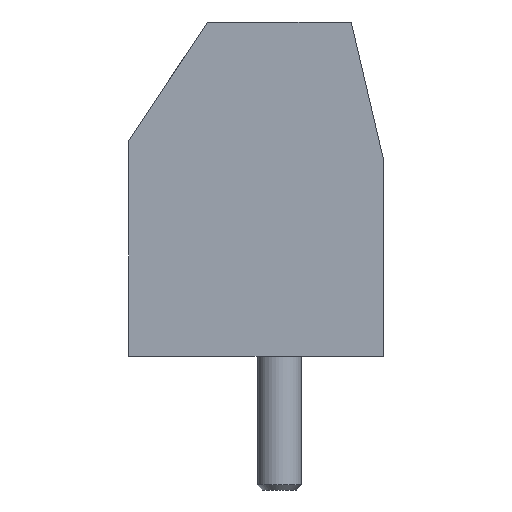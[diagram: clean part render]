
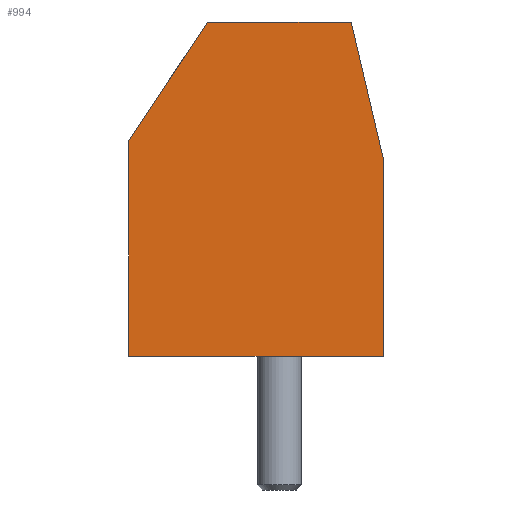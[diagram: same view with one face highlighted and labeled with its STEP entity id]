
A CAD part, left-side view. The second image highlights one B-rep face of the part: STEP entity #994.
In plain terms, the highlighted planar face has unit normal (-1, 0, 0).
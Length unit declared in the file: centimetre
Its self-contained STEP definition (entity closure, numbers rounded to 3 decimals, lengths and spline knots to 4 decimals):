
#123=VECTOR('',#1480,1.);
#179=VECTOR('',#1626,1.);
#181=VECTOR('',#1629,1.);
#184=VECTOR('',#1637,1.);
#185=VECTOR('',#1638,1.);
#186=VECTOR('',#1639,1.);
#197=LINE('',#1119,#123);
#253=LINE('',#1408,#179);
#255=LINE('',#1412,#181);
#258=LINE('',#1422,#184);
#259=LINE('',#1423,#185);
#260=LINE('',#1425,#186);
#297=PLANE('',#1083);
#330=VERTEX_POINT('',#1120);
#331=VERTEX_POINT('',#1121);
#392=VERTEX_POINT('',#1407);
#393=VERTEX_POINT('',#1409);
#394=VERTEX_POINT('',#1413);
#398=VERTEX_POINT('',#1424);
#440=EDGE_CURVE('',#330,#331,#197,.T.);
#526=EDGE_CURVE('',#392,#393,#253,.T.);
#528=EDGE_CURVE('',#394,#393,#255,.T.);
#533=EDGE_CURVE('',#330,#392,#258,.T.);
#534=EDGE_CURVE('',#331,#398,#259,.T.);
#535=EDGE_CURVE('',#394,#398,#260,.T.);
#718=ORIENTED_EDGE('',*,*,#526,.F.);
#719=ORIENTED_EDGE('',*,*,#533,.F.);
#720=ORIENTED_EDGE('',*,*,#440,.T.);
#721=ORIENTED_EDGE('',*,*,#534,.T.);
#722=ORIENTED_EDGE('',*,*,#535,.F.);
#723=ORIENTED_EDGE('',*,*,#528,.T.);
#841=EDGE_LOOP('',(#718,#719,#720,#721,#722,#723));
#927=FACE_BOUND('',#841,.T.);
#994=ADVANCED_FACE('',(#927),#297,.T.);
#1083=AXIS2_PLACEMENT_3D('',#1421,#1636,$);
#1119=CARTESIAN_POINT('',(-0.5,0.38,0.));
#1120=CARTESIAN_POINT('',(-0.5,0.38,0.));
#1121=CARTESIAN_POINT('',(-0.5,-0.38,0.));
#1407=CARTESIAN_POINT('',(-0.5,0.38,0.645));
#1408=CARTESIAN_POINT('',(-0.5,0.4118,0.597));
#1409=CARTESIAN_POINT('',(-0.5,0.145,1.));
#1412=CARTESIAN_POINT('',(-0.5,0.38,1.));
#1413=CARTESIAN_POINT('',(-0.5,-0.285,1.));
#1421=CARTESIAN_POINT('',(-0.5,0.,0.));
#1422=CARTESIAN_POINT('',(-0.5,0.38,0.));
#1423=CARTESIAN_POINT('',(-0.5,-0.38,0.));
#1424=CARTESIAN_POINT('',(-0.5,-0.38,0.595));
#1425=CARTESIAN_POINT('',(-0.5,-0.4125,0.4565));
#1480=DIRECTION('',(0.,-1.,0.));
#1626=DIRECTION('',(0.,-0.552,0.834));
#1629=DIRECTION('',(0.,1.,0.));
#1636=DIRECTION('',(-1.,0.,0.));
#1637=DIRECTION('',(0.,0.,1.));
#1638=DIRECTION('',(0.,0.,1.));
#1639=DIRECTION('',(0.,-0.228,-0.974));
